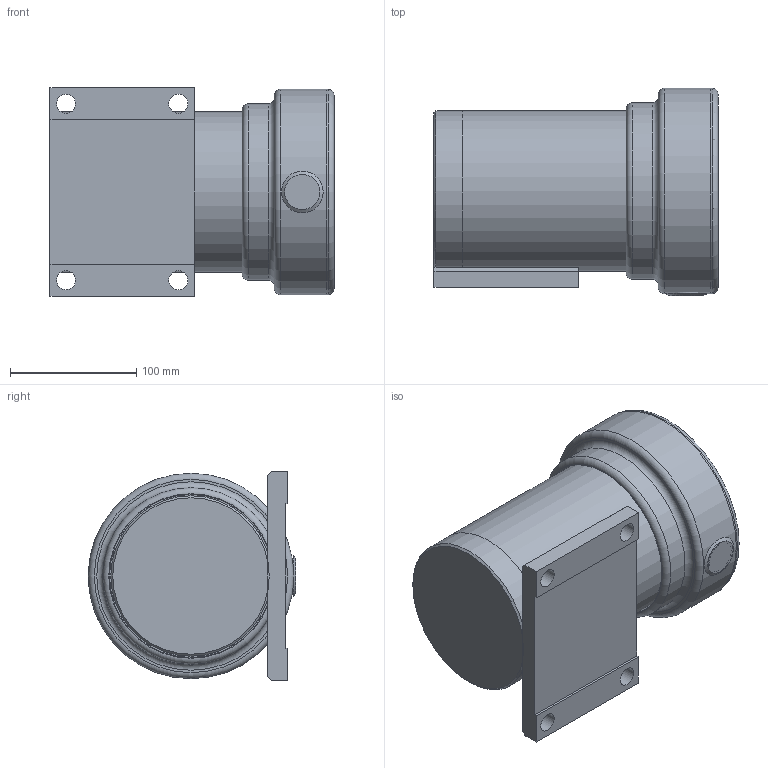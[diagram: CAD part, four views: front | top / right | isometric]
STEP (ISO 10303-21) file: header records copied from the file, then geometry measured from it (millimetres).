
FILE_DESCRIPTION(/* description */ ('MEDIUM DUTHY SAFETY CHUCK BRAKE/DRIVE WITH KEYED INSERT FLANGE MOUNT CUSTOMER DWG'),/* implementation_level */ '2;1');
FILE_NAME(/* name */ '39269-107 MED DUTY IDLE CUSTOMER DWG .stp',/* time_stamp */ '2018-06-22T08:29:16-04:00',/* author */ ('mtrusz'),/* organization */ ('CONVERTER ACCESSORY CORPORATION WIND GAP. PA. 18091'),/* preprocessor_version */ 'ST-DEVELOPER v16.5',/* originating_system */ 'Autodesk Inventor 2017',/* authorisation */ '');
FILE_SCHEMA (('AUTOMOTIVE_DESIGN { 1 0 10303 214 3 1 1 }'));
Length unit declared in the file: inch
Products named in the file (11): 39269-107 MED DUTY IDLE CUSTOMER DWG ; 39269-77; 39269-35; 39269-103 1.25 SQ LOWER KEYED HALF CUSTOMER DWG; 39269-103 1.25 SQ UPPER KEYED HALF CUSTOMER DWG; 39269-104 COLLAR BODY KEYED INSERT CUSTOMER DWG; 39269-104  COLLAR FLG KEYED INSERT CUSTOMER DWG; 39269-02H CUSTOMER MODEL; 39269-08B CUSTOMER DWG; 39269-106 CUSTOMER DWG; 39269-92 CUSTOMER DWG
Assembly tree (10 placements, depth 2):
  39269-107 MED DUTY IDLE CUSTOMER DWG 
    39269-77
    39269-35
    39269-103 1.25 SQ LOWER KEYED HALF CUSTOMER DWG
    39269-103 1.25 SQ UPPER KEYED HALF CUSTOMER DWG
    39269-104 COLLAR BODY KEYED INSERT CUSTOMER DWG
    39269-104  COLLAR FLG KEYED INSERT CUSTOMER DWG
    39269-02H CUSTOMER MODEL
    39269-08B CUSTOMER DWG
    39269-106 CUSTOMER DWG
    39269-92 CUSTOMER DWG
Bounding box: 224.81 x 164.12 x 165.1 mm (x, y, z)
Volume: 3295969.5 mm3; surface area: 434655.8 mm2
Topology: 10 solids, 10 shells, 291 faces, 805 edges, 534 vertices
Faces by surface type: plane 227, cone 37, cylinder 23, torus 4
Full cylindrical faces by diameter (mm): 13.462 x1, 15.062 x4, 19.05 x1, 24.725 x1, 27.686 x1, 74.398 x1, 82.22 x1, 82.423 x1, 95.25 x1, 98.425 x1, 127 x2, 129.032 x1, 139.7 x1, 162.56 x2
Entity records: 9440 total; most frequent: CARTESIAN_POINT 1743, ORIENTED_EDGE 1532, DIRECTION 1511, EDGE_CURVE 766, VERTEX_POINT 523, LINE 513, VECTOR 513, AXIS2_PLACEMENT_3D 499
